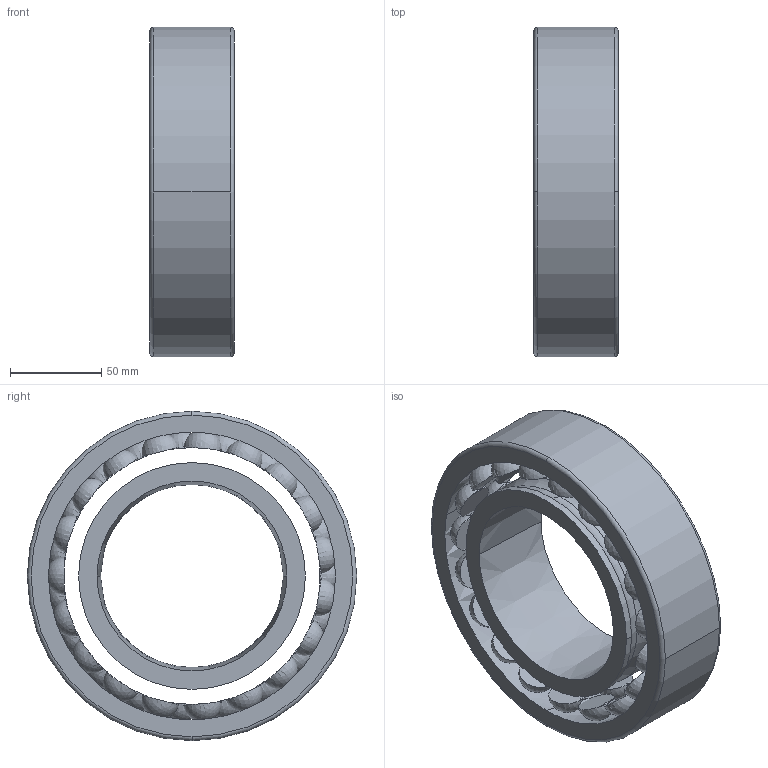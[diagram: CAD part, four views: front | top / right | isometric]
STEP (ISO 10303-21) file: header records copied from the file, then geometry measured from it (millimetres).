
FILE_DESCRIPTION(('STEP AP214'),'1');
FILE_NAME('skf_bearing_2220_km_2.stp','2024-10-09T14:39:21',('TraceParts'),('TraceParts S.A.'),'Spatial InterOp 3D',' ',' ');
FILE_SCHEMA(('AUTOMOTIVE_DESIGN { 1 0 10303 214 1 1 1 1 }'));
Length unit declared in the file: millimetre
Products named in the file (1): skf_bearing_2220_km_2_1
Bounding box: 46 x 180 x 180 mm (x, y, z)
Volume: 567903 mm3; surface area: 152776.3 mm2
Topology: 4 solids, 4 shells, 180 faces, 534 edges, 278 vertices
Faces by surface type: torus 88, sphere 78, cylinder 8, plane 4, cone 2
Entity records: 7345 total; most frequent: CARTESIAN_POINT 3424, DIRECTION 810, ORIENTED_EDGE 756, AXIS2_PLACEMENT_3D 400, EDGE_CURVE 378, VERTEX_POINT 278, EDGE_LOOP 260, CIRCLE 216
